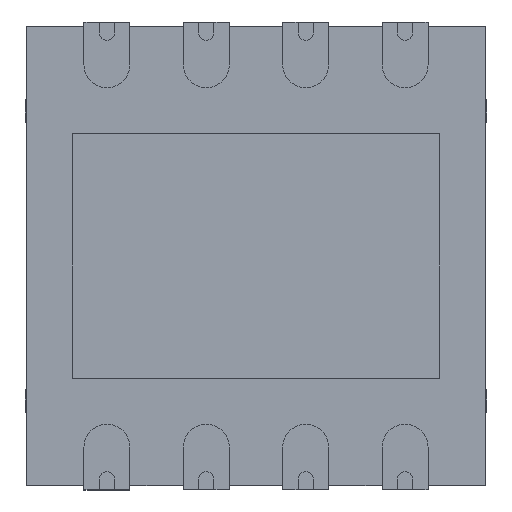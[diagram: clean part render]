
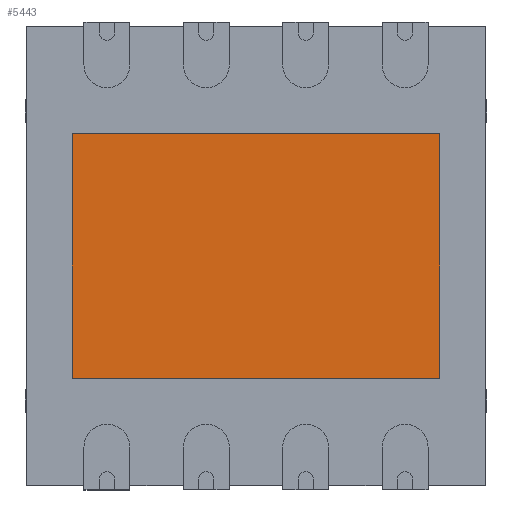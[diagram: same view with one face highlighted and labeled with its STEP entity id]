
A CAD part, top view. The second image highlights one B-rep face of the part: STEP entity #5443.
In plain terms, the highlighted planar face has unit normal (0, 0, 1).
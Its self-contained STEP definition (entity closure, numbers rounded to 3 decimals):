
#153 = VECTOR ( 'NONE', #441, 1000. ) ;
#241 = VERTEX_POINT ( 'NONE', #1399 ) ;
#357 = EDGE_CURVE ( 'NONE', #4165, #241, #3513, .T. ) ;
#402 = CARTESIAN_POINT ( 'NONE',  ( 1.2, -0.8, 0.03 ) ) ;
#441 = DIRECTION ( 'NONE',  ( 0., 1., 0. ) ) ;
#616 = EDGE_CURVE ( 'NONE', #1013, #7929, #1516, .T. ) ;
#1013 = VERTEX_POINT ( 'NONE', #5098 ) ;
#1399 = CARTESIAN_POINT ( 'NONE',  ( -1.2, 0.8, 0.03 ) ) ;
#1516 = LINE ( 'NONE', #5185, #3600 ) ;
#1600 = EDGE_LOOP ( 'NONE', ( #8031, #3567, #3850, #4315 ) ) ;
#1687 = DIRECTION ( 'NONE',  ( 0., 0., -1. ) ) ;
#2545 = VECTOR ( 'NONE', #6023, 1000. ) ;
#3513 = LINE ( 'NONE', #4130, #2545 ) ;
#3548 = FACE_OUTER_BOUND ( 'NONE', #1600, .T. ) ;
#3567 = ORIENTED_EDGE ( 'NONE', *, *, #357, .T. ) ;
#3600 = VECTOR ( 'NONE', #7636, 1000. ) ;
#3602 = VECTOR ( 'NONE', #4546, 1000. ) ;
#3850 = ORIENTED_EDGE ( 'NONE', *, *, #5953, .T. ) ;
#3907 = CARTESIAN_POINT ( 'NONE',  ( 1.2, 0.8, 0.03 ) ) ;
#4130 = CARTESIAN_POINT ( 'NONE',  ( -1.2, 0.8, 0.03 ) ) ;
#4165 = VERTEX_POINT ( 'NONE', #3907 ) ;
#4315 = ORIENTED_EDGE ( 'NONE', *, *, #616, .T. ) ;
#4546 = DIRECTION ( 'NONE',  ( 0., -1., 0. ) ) ;
#5098 = CARTESIAN_POINT ( 'NONE',  ( -1.2, -0.8, 0.03 ) ) ;
#5127 = CARTESIAN_POINT ( 'NONE',  ( -1.2, -0.8, 0.03 ) ) ;
#5185 = CARTESIAN_POINT ( 'NONE',  ( -1.2, -0.8, 0.03 ) ) ;
#5366 = LINE ( 'NONE', #402, #153 ) ;
#5443 = ADVANCED_FACE ( 'NONE', ( #3548 ), #7393, .F. ) ;
#5454 = EDGE_CURVE ( 'NONE', #7929, #4165, #5366, .T. ) ;
#5818 = LINE ( 'NONE', #5127, #3602 ) ;
#5953 = EDGE_CURVE ( 'NONE', #241, #1013, #5818, .T. ) ;
#6023 = DIRECTION ( 'NONE',  ( -1., 0., 0. ) ) ;
#6061 = CARTESIAN_POINT ( 'NONE',  ( 0., 0., 0.03 ) ) ;
#6097 = AXIS2_PLACEMENT_3D ( 'NONE', #6061, #1687, #6180 ) ;
#6180 = DIRECTION ( 'NONE',  ( -1., 0., 0. ) ) ;
#6932 = CARTESIAN_POINT ( 'NONE',  ( 1.2, -0.8, 0.03 ) ) ;
#7393 = PLANE ( 'NONE',  #6097 ) ;
#7636 = DIRECTION ( 'NONE',  ( 1., 0., 0. ) ) ;
#7929 = VERTEX_POINT ( 'NONE', #6932 ) ;
#8031 = ORIENTED_EDGE ( 'NONE', *, *, #5454, .T. ) ;
